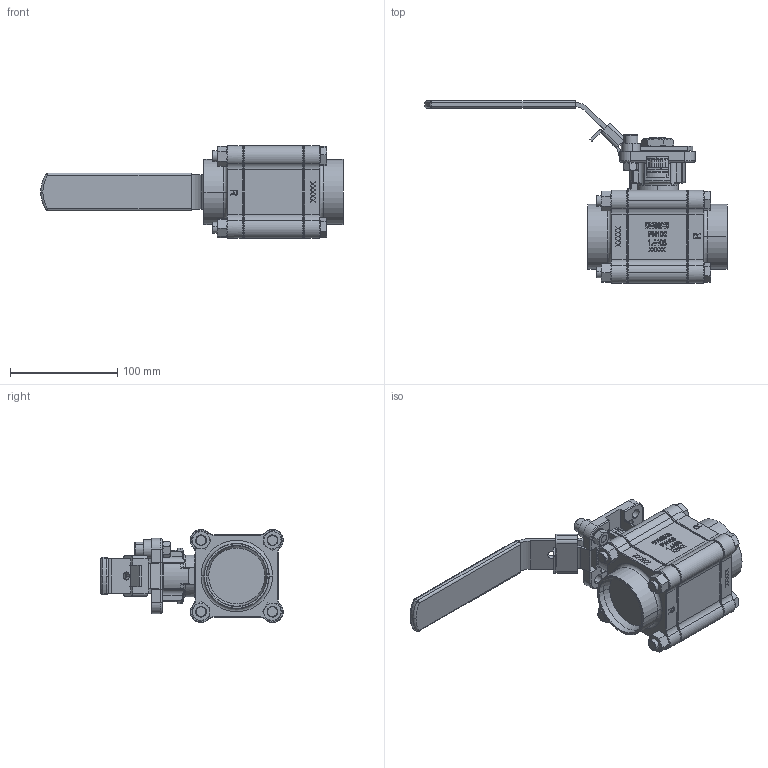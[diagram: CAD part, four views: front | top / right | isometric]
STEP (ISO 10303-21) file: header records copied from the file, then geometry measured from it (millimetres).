
FILE_DESCRIPTION (( 'STEP AP214' ), '1' );
FILE_NAME ('2708D.702R.STEP', '2025-04-28T08:16:45', ( '' ), ( '' ), 'SwSTEP 2.0', 'SolidWorks 2023', '' );
FILE_SCHEMA (( 'AUTOMOTIVE_DESIGN' ));
Length unit declared in the file: millimetre
Products named in the file (1): 2708D.702R
Bounding box: 281.45 x 169.74 x 86.47 mm (x, y, z)
Volume: 768101.1 mm3; surface area: 166480.7 mm2
Topology: 16 solids, 16 shells, 1461 faces, 4014 edges, 2652 vertices
Faces by surface type: plane 511, cylinder 396, bspline 204, cone 176, torus 170, sphere 4
Entity records: 60232 total; most frequent: CARTESIAN_POINT 24536, ORIENTED_EDGE 7900, DIRECTION 6706, EDGE_CURVE 3950, VERTEX_POINT 2652, AXIS2_PLACEMENT_3D 2478, LINE 1750, VECTOR 1750
